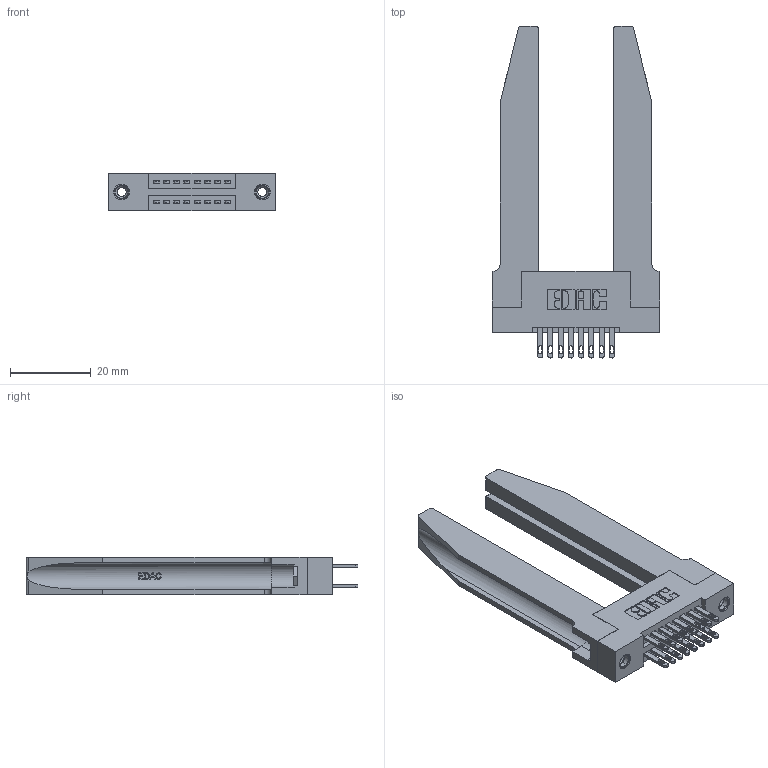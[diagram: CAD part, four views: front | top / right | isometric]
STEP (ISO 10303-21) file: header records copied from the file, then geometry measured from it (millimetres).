
FILE_DESCRIPTION (( 'STEP AP203' ), '1' );
FILE_NAME ('345-016-500-278.STEP', '2019-10-26T19:46:19', ( '' ), ( '' ), 'SwSTEP 2.0', 'SolidWorks 2016', '' );
FILE_SCHEMA (( 'CONFIG_CONTROL_DESIGN' ));
Length unit declared in the file: inch
Products named in the file (5): 345 Part_Flush Mounting Lugs - 0.156 Dia-TH; 345-016-500-278; 345-250-001_345-250-001-102; 345-220-078_345-220-078; 345-292-001_345-293-100
Assembly tree (21 placements, depth 2):
  345-016-500-278
    345 Part_Flush Mounting Lugs - 0.156 Dia-TH
    345-292-001_345-293-100  x16
    345-250-001_345-250-001-102  x2
    345-220-078_345-220-078  x2
Bounding box: 41.55 x 82.47 x 9.4 mm (x, y, z)
Volume: 11540.4 mm3; surface area: 11915.7 mm2
Topology: 21 solids, 21 shells, 1096 faces, 3205 edges, 2126 vertices
Faces by surface type: plane 654, cylinder 390, bspline 36, cone 12, torus 4
Entity records: 15524 total; most frequent: CARTESIAN_POINT 3551, ORIENTED_EDGE 2382, DIRECTION 2169, EDGE_CURVE 1191, LINE 929, VECTOR 929, VERTEX_POINT 788, AXIS2_PLACEMENT_3D 620
